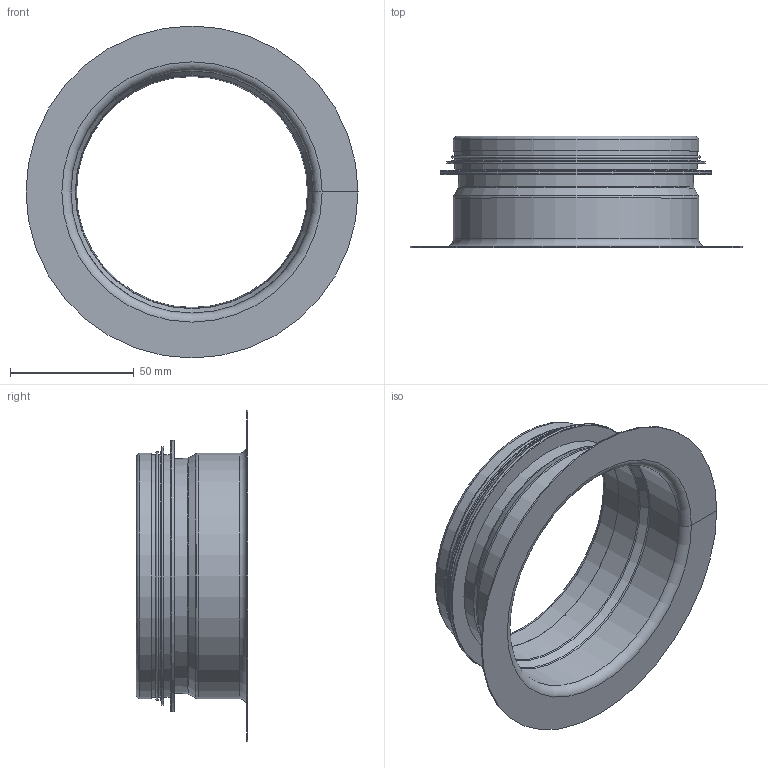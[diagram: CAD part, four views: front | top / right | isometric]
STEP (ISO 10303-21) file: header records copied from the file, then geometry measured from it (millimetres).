
FILE_DESCRIPTION((''),'2;1');
FILE_NAME('HSK-100.stp','2014-02-20T13:18:59',(''),(''),'Autodesk Inventor 2013','Autodesk Inventor 2013','');
FILE_SCHEMA(('AUTOMOTIVE_DESIGN { 1 2 10303 214 0 1 1 1 }'));
Length unit declared in the file: millimetre
Products named in the file (3): HSK-100; HSK-Rörämne-03; 999003
Assembly tree (2 placements, depth 2):
  HSK-100
    HSK-Rörämne-03
    999003
Bounding box: 134 x 45 x 134 mm (x, y, z)
Volume: 21479.5 mm3; surface area: 59911.9 mm2
Topology: 2 solids, 2 shells, 65 faces, 125 edges, 67 vertices
Faces by surface type: plane 30, torus 16, cylinder 13, cone 6
Full cylindrical faces by diameter (mm): 93.25 x1, 94.25 x1, 95.45 x1, 98.05 x5, 99.05 x2, 104.45 x1, 109.45 x1, 134 x1
Entity records: 1713 total; most frequent: DIRECTION 314, CARTESIAN_POINT 248, ORIENTED_EDGE 222, AXIS2_PLACEMENT_3D 133, EDGE_CURVE 111, EDGE_LOOP 84, VERTEX_POINT 67, STYLED_ITEM 67
